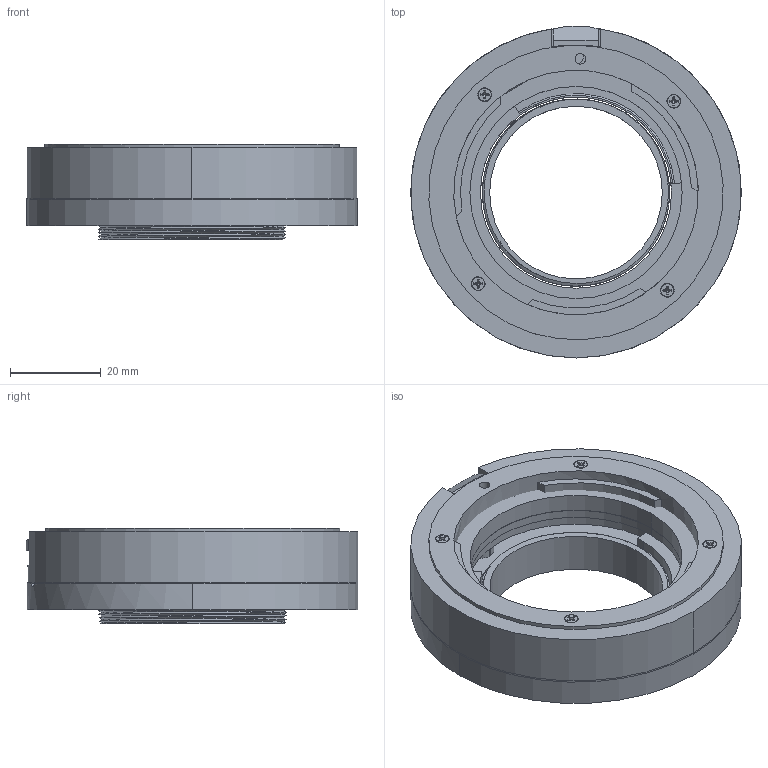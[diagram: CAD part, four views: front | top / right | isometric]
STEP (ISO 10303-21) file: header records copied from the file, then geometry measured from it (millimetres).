
FILE_DESCRIPTION(/* description */ ('Alibre Inc.'),/* implementation_level */ '2;1');
FILE_NAME(/* name */ 'export-6BAD182B-DA59-4C70-99FD-E98809BA812E',/* time_stamp */ '2022-06-17T17:24:08-04:00',/* author */ (''),/* organization */ (''),/* preprocessor_version */ 'ST-DEVELOPER v17',/* originating_system */ 'Alibre',/* authorisation */ '');
FILE_SCHEMA (('CONFIG_CONTROL_DESIGN'));
Length unit declared in the file: inch
Bounding box: 73 x 73.25 x 21 mm (x, y, z)
Volume: 42422 mm3; surface area: 29217.9 mm2
Topology: 13 solids, 13 shells, 1253 faces, 3591 edges, 2375 vertices
Faces by surface type: cylinder 829, plane 227, cone 171, bspline 26
Full cylindrical faces by diameter (mm): 1.094 x184, 1.181 x4, 1.727 x4, 2.337 x1, 2.667 x1, 3.048 x4, 38.1 x1, 54 x1, 56 x1, 63.449 x1, 65.024 x1
Entity records: 28102 total; most frequent: CARTESIAN_POINT 15441, ORIENTED_EDGE 2896, DIRECTION 1978, EDGE_CURVE 1448, VERTEX_POINT 955, AXIS2_PLACEMENT_3D 754, VECTOR 589, LINE 589
